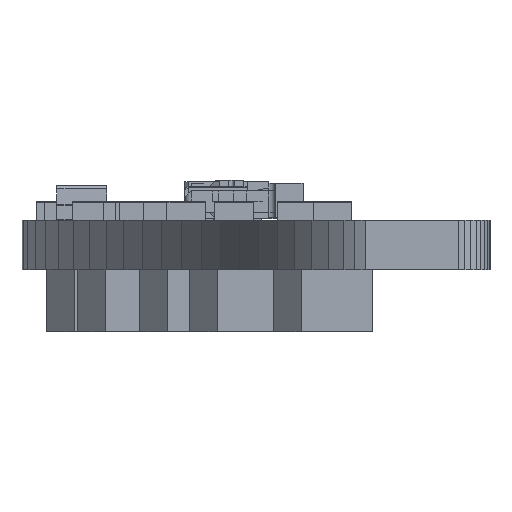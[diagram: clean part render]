
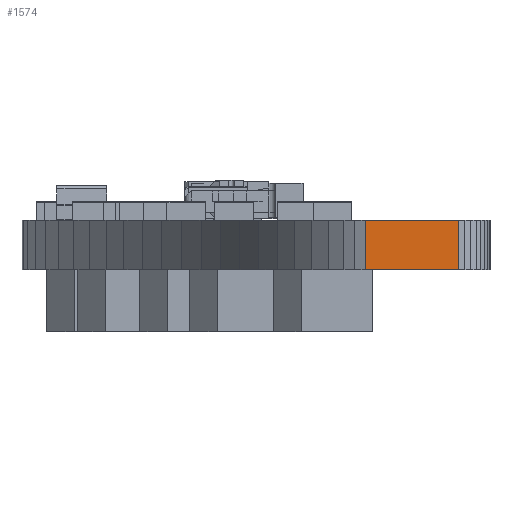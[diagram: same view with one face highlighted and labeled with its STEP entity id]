
A CAD part, left-side view. The second image highlights one B-rep face of the part: STEP entity #1574.
In plain terms, the highlighted planar face has unit normal (-1, 0, 0).
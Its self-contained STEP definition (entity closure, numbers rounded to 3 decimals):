
#1549 = VERTEX_POINT('',#1550);
#1550 = CARTESIAN_POINT('',(-58.762,-5.117,1.591)
  );
#1556 = EDGE_CURVE('',#1557,#1549,#1559,.T.);
#1557 = VERTEX_POINT('',#1558);
#1558 = CARTESIAN_POINT('',(-58.762,-5.117,0.));
#1559 = LINE('',#1560,#1561);
#1560 = CARTESIAN_POINT('',(-58.762,-5.117,0.));
#1561 = VECTOR('',#1562,1.);
#1562 = DIRECTION('',(0.,0.,1.));
#1574 = ADVANCED_FACE('',(#1575),#1600,.F.);
#1575 = FACE_BOUND('',#1576,.F.);
#1576 = EDGE_LOOP('',(#1577,#1578,#1586,#1594));
#1577 = ORIENTED_EDGE('',*,*,#1556,.T.);
#1578 = ORIENTED_EDGE('',*,*,#1579,.T.);
#1579 = EDGE_CURVE('',#1549,#1580,#1582,.T.);
#1580 = VERTEX_POINT('',#1581);
#1581 = CARTESIAN_POINT('',(-58.762,-8.132,1.591)
  );
#1582 = LINE('',#1583,#1584);
#1583 = CARTESIAN_POINT('',(-58.762,-5.117,1.591)
  );
#1584 = VECTOR('',#1585,1.);
#1585 = DIRECTION('',(0.,-1.,0.));
#1586 = ORIENTED_EDGE('',*,*,#1587,.F.);
#1587 = EDGE_CURVE('',#1588,#1580,#1590,.T.);
#1588 = VERTEX_POINT('',#1589);
#1589 = CARTESIAN_POINT('',(-58.762,-8.132,0.));
#1590 = LINE('',#1591,#1592);
#1591 = CARTESIAN_POINT('',(-58.762,-8.132,0.));
#1592 = VECTOR('',#1593,1.);
#1593 = DIRECTION('',(0.,0.,1.));
#1594 = ORIENTED_EDGE('',*,*,#1595,.F.);
#1595 = EDGE_CURVE('',#1557,#1588,#1596,.T.);
#1596 = LINE('',#1597,#1598);
#1597 = CARTESIAN_POINT('',(-58.762,-5.117,0.));
#1598 = VECTOR('',#1599,1.);
#1599 = DIRECTION('',(0.,-1.,0.));
#1600 = PLANE('',#1601);
#1601 = AXIS2_PLACEMENT_3D('',#1602,#1603,#1604);
#1602 = CARTESIAN_POINT('',(-58.762,-5.117,0.));
#1603 = DIRECTION('',(1.,0.,-0.));
#1604 = DIRECTION('',(0.,-1.,0.));
